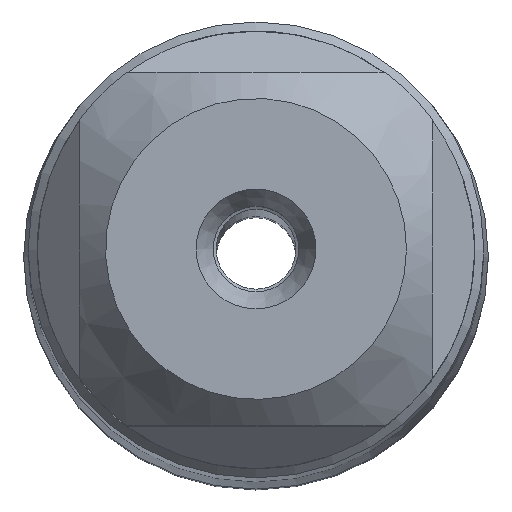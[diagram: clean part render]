
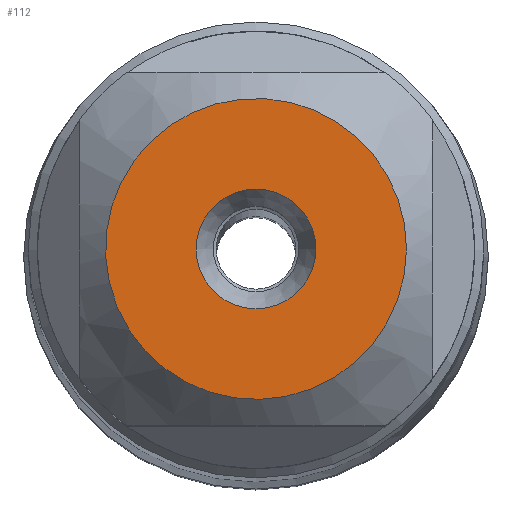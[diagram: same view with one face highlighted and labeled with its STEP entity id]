
A CAD part, top view. The second image highlights one B-rep face of the part: STEP entity #112.
In plain terms, the highlighted planar face has unit normal (0, 0, 1).
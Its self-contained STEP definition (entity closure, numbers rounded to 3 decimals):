
#50=PLANE('',#541);
#112=ADVANCED_FACE('',(#162,#163),#50,.F.);
#162=FACE_BOUND('',#212,.T.);
#163=FACE_BOUND('',#213,.T.);
#212=EDGE_LOOP('',(#292));
#213=EDGE_LOOP('',(#293));
#292=ORIENTED_EDGE('',*,*,#419,.T.);
#293=ORIENTED_EDGE('',*,*,#390,.T.);
#350=VERTEX_POINT('',#771);
#375=VERTEX_POINT('',#853);
#390=EDGE_CURVE('',#350,#350,#438,.T.);
#419=EDGE_CURVE('',#375,#375,#451,.T.);
#438=CIRCLE('',#515,2.64);
#451=CIRCLE('',#540,1.05);
#515=AXIS2_PLACEMENT_3D('',#770,#591,#592);
#540=AXIS2_PLACEMENT_3D('',#852,#649,#650);
#541=AXIS2_PLACEMENT_3D('',#854,#651,#652);
#591=DIRECTION('',(0.,0.,1.));
#592=DIRECTION('',(1.,0.,0.));
#649=DIRECTION('',(0.,0.,-1.));
#650=DIRECTION('',(-1.,0.,0.));
#651=DIRECTION('',(0.,0.,-1.));
#652=DIRECTION('',(-1.,0.,0.));
#770=CARTESIAN_POINT('',(0.,0.,0.));
#771=CARTESIAN_POINT('',(2.64,0.,0.));
#852=CARTESIAN_POINT('',(0.,0.,0.));
#853=CARTESIAN_POINT('',(-1.05,0.,0.));
#854=CARTESIAN_POINT('',(4.2,0.,0.));
